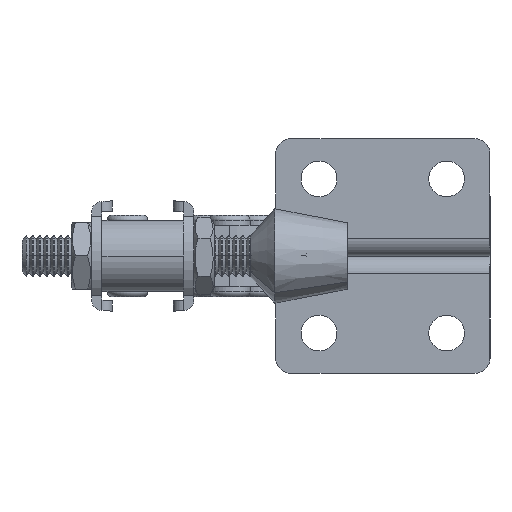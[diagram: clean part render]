
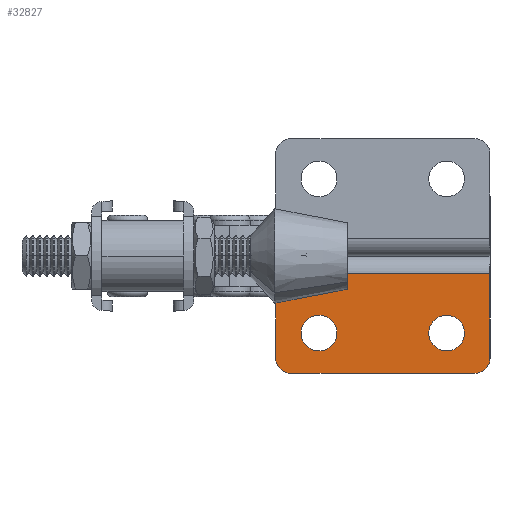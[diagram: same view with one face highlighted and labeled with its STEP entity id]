
A CAD part, left-side view. The second image highlights one B-rep face of the part: STEP entity #32827.
In plain terms, the highlighted planar face has unit normal (-1, 0, 0).
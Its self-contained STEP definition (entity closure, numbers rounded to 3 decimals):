
#1838 = FACE_BOUND ( 'NONE', #18381, .T. ) ;
#1844 = FACE_BOUND ( 'NONE', #18420, .T. ) ;
#1848 = FACE_OUTER_BOUND ( 'NONE', #18239, .T. ) ;
#2352 = CIRCLE ( 'NONE', #31752, 3.5 ) ;
#2353 = CIRCLE ( 'NONE', #31754, 3.5 ) ;
#2436 = VECTOR ( 'NONE', #14294, 1000. ) ;
#2440 = VECTOR ( 'NONE', #14304, 1000. ) ;
#2441 = LINE ( 'NONE', #14320, #2436 ) ;
#2443 = LINE ( 'NONE', #14307, #2440 ) ;
#2448 = VECTOR ( 'NONE', #14319, 1000. ) ;
#2452 = LINE ( 'NONE', #14328, #2448 ) ;
#2454 = CIRCLE ( 'NONE', #31728, 3.5 ) ;
#2455 = VECTOR ( 'NONE', #14346, 1000. ) ;
#2456 = CIRCLE ( 'NONE', #31726, 3. ) ;
#2457 = LINE ( 'NONE', #14354, #2455 ) ;
#2458 = CIRCLE ( 'NONE', #31727, 3.5 ) ;
#2459 = CIRCLE ( 'NONE', #31725, 3. ) ;
#13569 = DIRECTION ( 'NONE',  ( 0., 0., 1. ) ) ;
#13571 = PLANE ( 'NONE',  #31948 ) ;
#13572 = CARTESIAN_POINT ( 'NONE',  ( -3., 39., -20. ) ) ;
#13577 = DIRECTION ( 'NONE',  ( -1., 0., 0. ) ) ;
#14294 = DIRECTION ( 'NONE',  ( 0., 1., 0. ) ) ;
#14304 = DIRECTION ( 'NONE',  ( 0., 0., 1. ) ) ;
#14307 = CARTESIAN_POINT ( 'NONE',  ( -3., 42., -3. ) ) ;
#14319 = DIRECTION ( 'NONE',  ( 0., 0., -1. ) ) ;
#14320 = CARTESIAN_POINT ( 'NONE',  ( -3., 39., -3.5 ) ) ;
#14321 = DIRECTION ( 'NONE',  ( 0., 0., -1. ) ) ;
#14323 = DIRECTION ( 'NONE',  ( 1., 0., 0. ) ) ;
#14325 = CARTESIAN_POINT ( 'NONE',  ( -3., 33.5, -15.1 ) ) ;
#14328 = CARTESIAN_POINT ( 'NONE',  ( -3., 0., -20. ) ) ;
#14329 = DIRECTION ( 'NONE',  ( 0., 0., -1. ) ) ;
#14331 = DIRECTION ( 'NONE',  ( 1., 0., 0. ) ) ;
#14332 = CARTESIAN_POINT ( 'NONE',  ( -3., 8.5, -15.1 ) ) ;
#14333 = DIRECTION ( 'NONE',  ( 0., 0., 1. ) ) ;
#14334 = DIRECTION ( 'NONE',  ( 1., 0., 0. ) ) ;
#14336 = CARTESIAN_POINT ( 'NONE',  ( -3., 39., -20. ) ) ;
#14339 = DIRECTION ( 'NONE',  ( 0., 0., 1. ) ) ;
#14340 = DIRECTION ( 'NONE',  ( 1., 0., 0. ) ) ;
#14341 = CARTESIAN_POINT ( 'NONE',  ( -3., 3., -20. ) ) ;
#14346 = DIRECTION ( 'NONE',  ( 0., 1., 0. ) ) ;
#14354 = CARTESIAN_POINT ( 'NONE',  ( -3., 39., -23. ) ) ;
#14496 = CARTESIAN_POINT ( 'NONE',  ( -3., 8.5, -18.6 ) ) ;
#14527 = CARTESIAN_POINT ( 'NONE',  ( -3., 33.5, -11.6 ) ) ;
#14578 = CARTESIAN_POINT ( 'NONE',  ( -3., 33.5, -18.6 ) ) ;
#14678 = CARTESIAN_POINT ( 'NONE',  ( -3., 8.5, -11.6 ) ) ;
#14856 = CARTESIAN_POINT ( 'NONE',  ( -3., 0., -3.5 ) ) ;
#14870 = CARTESIAN_POINT ( 'NONE',  ( -3., 42., -20. ) ) ;
#14897 = CARTESIAN_POINT ( 'NONE',  ( -3., 39., -23. ) ) ;
#14901 = CARTESIAN_POINT ( 'NONE',  ( -3., 0., -20. ) ) ;
#14913 = CARTESIAN_POINT ( 'NONE',  ( -3., 42., -3.5 ) ) ;
#14960 = CARTESIAN_POINT ( 'NONE',  ( -3., 3., -23. ) ) ;
#15186 = DIRECTION ( 'NONE',  ( 0., 0., -1. ) ) ;
#15190 = DIRECTION ( 'NONE',  ( 1., 0., 0. ) ) ;
#15193 = CARTESIAN_POINT ( 'NONE',  ( -3., 8.5, -15.1 ) ) ;
#15229 = DIRECTION ( 'NONE',  ( 0., 0., -1. ) ) ;
#15234 = DIRECTION ( 'NONE',  ( 1., 0., 0. ) ) ;
#15237 = CARTESIAN_POINT ( 'NONE',  ( -3., 33.5, -15.1 ) ) ;
#18239 = EDGE_LOOP ( 'NONE', ( #19351, #19350, #19349, #19348, #19347, #19346 ) ) ;
#18381 = EDGE_LOOP ( 'NONE', ( #19355, #19354 ) ) ;
#18420 = EDGE_LOOP ( 'NONE', ( #19353, #19352 ) ) ;
#18676 = VERTEX_POINT ( 'NONE', #14960 ) ;
#18711 = VERTEX_POINT ( 'NONE', #14913 ) ;
#18718 = VERTEX_POINT ( 'NONE', #14901 ) ;
#18721 = VERTEX_POINT ( 'NONE', #14897 ) ;
#18741 = VERTEX_POINT ( 'NONE', #14870 ) ;
#18750 = VERTEX_POINT ( 'NONE', #14856 ) ;
#19346 = ORIENTED_EDGE ( 'NONE', *, *, #30840, .F. ) ;
#19347 = ORIENTED_EDGE ( 'NONE', *, *, #30841, .F. ) ;
#19348 = ORIENTED_EDGE ( 'NONE', *, *, #30842, .F. ) ;
#19349 = ORIENTED_EDGE ( 'NONE', *, *, #30850, .F. ) ;
#19350 = ORIENTED_EDGE ( 'NONE', *, *, #30852, .T. ) ;
#19351 = ORIENTED_EDGE ( 'NONE', *, *, #30846, .F. ) ;
#19352 = ORIENTED_EDGE ( 'NONE', *, *, #30915, .T. ) ;
#19353 = ORIENTED_EDGE ( 'NONE', *, *, #30843, .T. ) ;
#19354 = ORIENTED_EDGE ( 'NONE', *, *, #30912, .T. ) ;
#19355 = ORIENTED_EDGE ( 'NONE', *, *, #30844, .T. ) ;
#21728 = VERTEX_POINT ( 'NONE', #14678 ) ;
#22132 = VERTEX_POINT ( 'NONE', #14578 ) ;
#22386 = VERTEX_POINT ( 'NONE', #14527 ) ;
#22446 = VERTEX_POINT ( 'NONE', #14496 ) ;
#30840 = EDGE_CURVE ( 'NONE', #18718, #18676, #2459, .T. ) ;
#30841 = EDGE_CURVE ( 'NONE', #18676, #18721, #2457, .T. ) ;
#30842 = EDGE_CURVE ( 'NONE', #18721, #18741, #2456, .T. ) ;
#30843 = EDGE_CURVE ( 'NONE', #22446, #21728, #2458, .T. ) ;
#30844 = EDGE_CURVE ( 'NONE', #22132, #22386, #2454, .T. ) ;
#30846 = EDGE_CURVE ( 'NONE', #18750, #18718, #2452, .T. ) ;
#30850 = EDGE_CURVE ( 'NONE', #18741, #18711, #2443, .T. ) ;
#30852 = EDGE_CURVE ( 'NONE', #18750, #18711, #2441, .T. ) ;
#30912 = EDGE_CURVE ( 'NONE', #22386, #22132, #2352, .T. ) ;
#30915 = EDGE_CURVE ( 'NONE', #21728, #22446, #2353, .T. ) ;
#31725 = AXIS2_PLACEMENT_3D ( 'NONE', #14341, #14340, #14339 ) ;
#31726 = AXIS2_PLACEMENT_3D ( 'NONE', #14336, #14334, #14333 ) ;
#31727 = AXIS2_PLACEMENT_3D ( 'NONE', #14332, #14331, #14329 ) ;
#31728 = AXIS2_PLACEMENT_3D ( 'NONE', #14325, #14323, #14321 ) ;
#31752 = AXIS2_PLACEMENT_3D ( 'NONE', #15237, #15234, #15229 ) ;
#31754 = AXIS2_PLACEMENT_3D ( 'NONE', #15193, #15190, #15186 ) ;
#31948 = AXIS2_PLACEMENT_3D ( 'NONE', #13572, #13577, #13569 ) ;
#32827 = ADVANCED_FACE ( 'NONE', ( #1838, #1844, #1848 ), #13571, .T. ) ;
